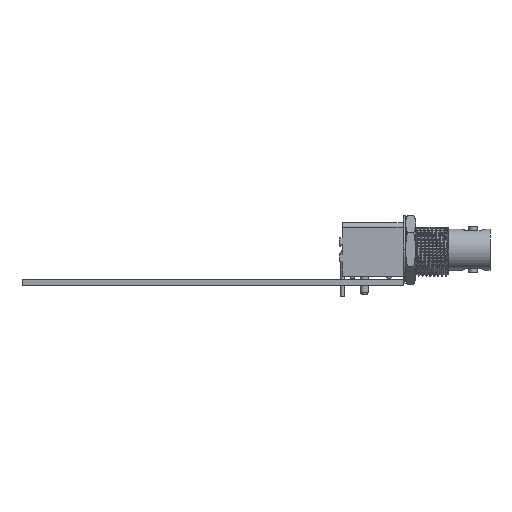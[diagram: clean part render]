
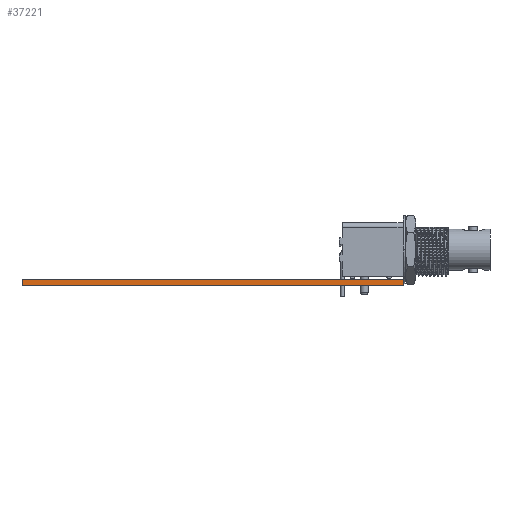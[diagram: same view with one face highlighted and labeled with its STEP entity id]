
A CAD part, left-side view. The second image highlights one B-rep face of the part: STEP entity #37221.
In plain terms, the highlighted planar face has unit normal (-1, 0, 0).
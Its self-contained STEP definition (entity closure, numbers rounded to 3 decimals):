
#37165 = VERTEX_POINT('',#37166);
#37166 = CARTESIAN_POINT('',(75.,-144.,1.6));
#37172 = EDGE_CURVE('',#37173,#37165,#37175,.T.);
#37173 = VERTEX_POINT('',#37174);
#37174 = CARTESIAN_POINT('',(75.,-144.,0.));
#37175 = LINE('',#37176,#37177);
#37176 = CARTESIAN_POINT('',(75.,-144.,0.));
#37177 = VECTOR('',#37178,1.);
#37178 = DIRECTION('',(0.,0.,1.));
#37221 = ADVANCED_FACE('',(#37222),#37247,.T.);
#37222 = FACE_BOUND('',#37223,.T.);
#37223 = EDGE_LOOP('',(#37224,#37225,#37233,#37241));
#37224 = ORIENTED_EDGE('',*,*,#37172,.T.);
#37225 = ORIENTED_EDGE('',*,*,#37226,.T.);
#37226 = EDGE_CURVE('',#37165,#37227,#37229,.T.);
#37227 = VERTEX_POINT('',#37228);
#37228 = CARTESIAN_POINT('',(75.,-55.,1.6));
#37229 = LINE('',#37230,#37231);
#37230 = CARTESIAN_POINT('',(75.,-144.,1.6));
#37231 = VECTOR('',#37232,1.);
#37232 = DIRECTION('',(0.,1.,0.));
#37233 = ORIENTED_EDGE('',*,*,#37234,.F.);
#37234 = EDGE_CURVE('',#37235,#37227,#37237,.T.);
#37235 = VERTEX_POINT('',#37236);
#37236 = CARTESIAN_POINT('',(75.,-55.,0.));
#37237 = LINE('',#37238,#37239);
#37238 = CARTESIAN_POINT('',(75.,-55.,0.));
#37239 = VECTOR('',#37240,1.);
#37240 = DIRECTION('',(0.,0.,1.));
#37241 = ORIENTED_EDGE('',*,*,#37242,.F.);
#37242 = EDGE_CURVE('',#37173,#37235,#37243,.T.);
#37243 = LINE('',#37244,#37245);
#37244 = CARTESIAN_POINT('',(75.,-144.,0.));
#37245 = VECTOR('',#37246,1.);
#37246 = DIRECTION('',(0.,1.,0.));
#37247 = PLANE('',#37248);
#37248 = AXIS2_PLACEMENT_3D('',#37249,#37250,#37251);
#37249 = CARTESIAN_POINT('',(75.,-144.,0.));
#37250 = DIRECTION('',(-1.,0.,0.));
#37251 = DIRECTION('',(0.,1.,0.));
